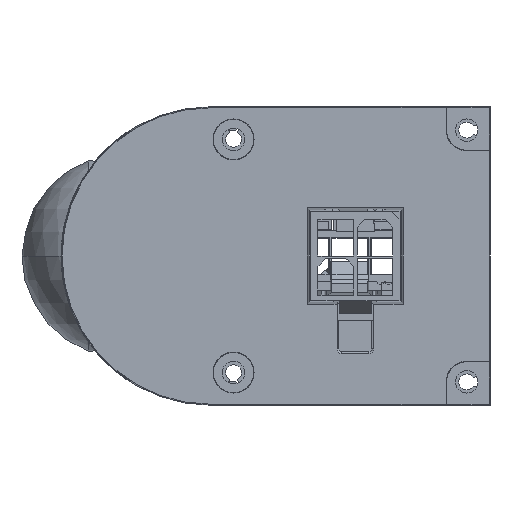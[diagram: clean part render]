
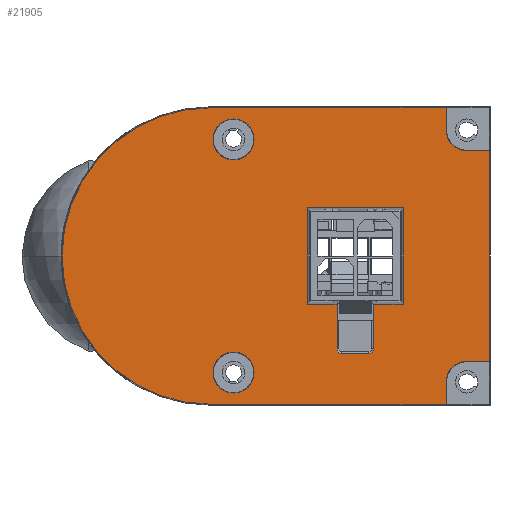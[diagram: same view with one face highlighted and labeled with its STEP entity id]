
A CAD part, left-side view. The second image highlights one B-rep face of the part: STEP entity #21905.
In plain terms, the highlighted face is planar.
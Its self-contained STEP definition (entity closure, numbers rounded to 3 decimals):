
#19360=CARTESIAN_POINT('',(12.5,-2.5,0.));
#19361=DIRECTION('',(0.,0.,1.));
#19362=DIRECTION('',(1.,0.,0.));
#19363=AXIS2_PLACEMENT_3D('',#19360,#19361,#19362);
#19365=CARTESIAN_POINT('',(12.5,-2.5,0.));
#19366=DIRECTION('',(0.,0.,1.));
#19367=DIRECTION('',(-1.,0.,0.));
#19368=AXIS2_PLACEMENT_3D('',#19365,#19366,#19367);
#19370=CARTESIAN_POINT('',(-12.5,-2.5,0.));
#19371=DIRECTION('',(0.,0.,1.));
#19372=DIRECTION('',(1.,0.,0.));
#19373=AXIS2_PLACEMENT_3D('',#19370,#19371,#19372);
#19375=CARTESIAN_POINT('',(-12.5,-2.5,0.));
#19376=DIRECTION('',(0.,0.,1.));
#19377=DIRECTION('',(-1.,0.,0.));
#19378=AXIS2_PLACEMENT_3D('',#19375,#19376,#19377);
#19380=DIRECTION('',(0.,1.,0.));
#19381=VECTOR('',#19380,3.2);
#19382=CARTESIAN_POINT('',(-5.15,-20.7,0.));
#19383=LINE('',#19382,#19381);
#19384=DIRECTION('',(-1.,0.,0.));
#19385=VECTOR('',#19384,10.3);
#19386=CARTESIAN_POINT('',(5.15,-20.7,0.));
#19387=LINE('',#19386,#19385);
#19388=DIRECTION('',(0.,-1.,0.));
#19389=VECTOR('',#19388,10.3);
#19390=CARTESIAN_POINT('',(5.15,-10.4,0.));
#19391=LINE('',#19390,#19389);
#19392=DIRECTION('',(1.,0.,0.));
#19393=VECTOR('',#19392,10.3);
#19394=CARTESIAN_POINT('',(-5.15,-10.4,0.));
#19395=LINE('',#19394,#19393);
#19396=DIRECTION('',(0.,1.,0.));
#19397=VECTOR('',#19396,3.2);
#19398=CARTESIAN_POINT('',(-5.15,-13.6,0.));
#19399=LINE('',#19398,#19397);
#19400=DIRECTION('',(-1.,0.,0.));
#19401=VECTOR('',#19400,4.8);
#19402=CARTESIAN_POINT('',(-5.15,-13.6,0.));
#19403=LINE('',#19402,#19401);
#19404=CARTESIAN_POINT('',(-9.95,-14.1,0.));
#19405=DIRECTION('',(0.,0.,1.));
#19406=DIRECTION('',(0.,1.,0.));
#19407=AXIS2_PLACEMENT_3D('',#19404,#19405,#19406);
#19409=DIRECTION('',(0.,-1.,0.));
#19410=VECTOR('',#19409,2.9);
#19411=CARTESIAN_POINT('',(-10.45,-14.1,0.));
#19412=LINE('',#19411,#19410);
#19413=CARTESIAN_POINT('',(-9.95,-17.,0.));
#19414=DIRECTION('',(0.,0.,1.));
#19415=DIRECTION('',(-1.,0.,0.));
#19416=AXIS2_PLACEMENT_3D('',#19413,#19414,#19415);
#19418=DIRECTION('',(1.,0.,0.));
#19419=VECTOR('',#19418,4.8);
#19420=CARTESIAN_POINT('',(-9.95,-17.5,0.));
#19421=LINE('',#19420,#19419);
#19422=CARTESIAN_POINT('',(0.,0.,0.));
#19423=DIRECTION('',(0.,0.,1.));
#19424=DIRECTION('',(1.,0.,0.));
#19425=AXIS2_PLACEMENT_3D('',#19422,#19423,#19424);
#19427=DIRECTION('',(0.,1.,0.));
#19428=VECTOR('',#19427,25.3);
#19429=CARTESIAN_POINT('',(15.895,-25.3,0.));
#19430=LINE('',#19429,#19428);
#19431=DIRECTION('',(-1.,0.,0.));
#19432=VECTOR('',#19431,2.395);
#19433=CARTESIAN_POINT('',(15.895,-25.3,0.));
#19434=LINE('',#19433,#19432);
#19435=CARTESIAN_POINT('',(13.5,-27.5,0.));
#19436=DIRECTION('',(0.,0.,1.));
#19437=DIRECTION('',(0.,1.,0.));
#19438=AXIS2_PLACEMENT_3D('',#19435,#19436,#19437);
#19440=DIRECTION('',(0.,1.,0.));
#19441=VECTOR('',#19440,2.395);
#19442=CARTESIAN_POINT('',(11.3,-29.895,0.));
#19443=LINE('',#19442,#19441);
#19444=DIRECTION('',(1.,0.,0.));
#19445=VECTOR('',#19444,22.6);
#19446=CARTESIAN_POINT('',(-11.3,-29.895,0.));
#19447=LINE('',#19446,#19445);
#19448=DIRECTION('',(0.,1.,0.));
#19449=VECTOR('',#19448,2.395);
#19450=CARTESIAN_POINT('',(-11.3,-29.895,0.));
#19451=LINE('',#19450,#19449);
#19452=CARTESIAN_POINT('',(-13.5,-27.5,0.));
#19453=DIRECTION('',(0.,0.,1.));
#19454=DIRECTION('',(1.,0.,0.));
#19455=AXIS2_PLACEMENT_3D('',#19452,#19453,#19454);
#19457=DIRECTION('',(1.,0.,0.));
#19458=VECTOR('',#19457,2.395);
#19459=CARTESIAN_POINT('',(-15.895,-25.3,0.));
#19460=LINE('',#19459,#19458);
#19461=DIRECTION('',(0.,1.,0.));
#19462=VECTOR('',#19461,25.3);
#19463=CARTESIAN_POINT('',(-15.895,-25.3,0.));
#19464=LINE('',#19463,#19462);
#21410=CARTESIAN_POINT('',(14.7,-2.5,0.));
#21411=CARTESIAN_POINT('',(10.3,-2.5,0.));
#21412=VERTEX_POINT('',#21410);
#21413=VERTEX_POINT('',#21411);
#21414=CARTESIAN_POINT('',(-10.3,-2.5,0.));
#21415=CARTESIAN_POINT('',(-14.7,-2.5,0.));
#21416=VERTEX_POINT('',#21414);
#21417=VERTEX_POINT('',#21415);
#21542=CARTESIAN_POINT('',(15.895,0.,0.));
#21544=VERTEX_POINT('',#21542);
#21546=CARTESIAN_POINT('',(-15.895,0.,0.));
#21548=VERTEX_POINT('',#21546);
#21553=CARTESIAN_POINT('',(-10.45,-14.1,0.));
#21554=CARTESIAN_POINT('',(-10.45,-17.,0.));
#21555=VERTEX_POINT('',#21553);
#21556=VERTEX_POINT('',#21554);
#21557=CARTESIAN_POINT('',(-9.95,-13.6,0.));
#21558=VERTEX_POINT('',#21557);
#21559=CARTESIAN_POINT('',(-9.95,-17.5,0.));
#21560=VERTEX_POINT('',#21559);
#21602=CARTESIAN_POINT('',(-5.15,-13.6,0.));
#21603=VERTEX_POINT('',#21602);
#21604=CARTESIAN_POINT('',(-5.15,-17.5,0.));
#21605=VERTEX_POINT('',#21604);
#21615=CARTESIAN_POINT('',(5.15,-20.7,0.));
#21617=VERTEX_POINT('',#21615);
#21619=CARTESIAN_POINT('',(-5.15,-20.7,0.));
#21621=VERTEX_POINT('',#21619);
#21622=CARTESIAN_POINT('',(5.15,-10.4,0.));
#21624=VERTEX_POINT('',#21622);
#21627=CARTESIAN_POINT('',(-5.15,-10.4,0.));
#21629=VERTEX_POINT('',#21627);
#21707=CARTESIAN_POINT('',(13.5,-25.3,0.));
#21708=CARTESIAN_POINT('',(11.3,-27.5,0.));
#21709=VERTEX_POINT('',#21707);
#21710=VERTEX_POINT('',#21708);
#21711=CARTESIAN_POINT('',(-11.3,-27.5,0.));
#21712=CARTESIAN_POINT('',(-13.5,-25.3,0.));
#21713=VERTEX_POINT('',#21711);
#21714=VERTEX_POINT('',#21712);
#21715=CARTESIAN_POINT('',(15.895,-25.3,0.));
#21716=VERTEX_POINT('',#21715);
#21717=CARTESIAN_POINT('',(11.3,-29.895,0.));
#21718=VERTEX_POINT('',#21717);
#21719=CARTESIAN_POINT('',(-11.3,-29.895,0.));
#21720=VERTEX_POINT('',#21719);
#21721=CARTESIAN_POINT('',(-15.895,-25.3,0.));
#21722=VERTEX_POINT('',#21721);
#21844=CARTESIAN_POINT('',(0.,0.,0.));
#21845=DIRECTION('',(0.,0.,1.));
#21846=DIRECTION('',(1.,0.,0.));
#21847=AXIS2_PLACEMENT_3D('',#21844,#21845,#21846);
#21848=PLANE('',#21847);
#21850=ORIENTED_EDGE('',*,*,#21849,.F.);
#21852=ORIENTED_EDGE('',*,*,#21851,.F.);
#21854=ORIENTED_EDGE('',*,*,#21853,.T.);
#21856=ORIENTED_EDGE('',*,*,#21855,.T.);
#21858=ORIENTED_EDGE('',*,*,#21857,.F.);
#21860=ORIENTED_EDGE('',*,*,#21859,.F.);
#21862=ORIENTED_EDGE('',*,*,#21861,.T.);
#21864=ORIENTED_EDGE('',*,*,#21863,.T.);
#21866=ORIENTED_EDGE('',*,*,#21865,.F.);
#21868=ORIENTED_EDGE('',*,*,#21867,.T.);
#21869=EDGE_LOOP('',(#21850,#21852,#21854,#21856,#21858,#21860,#21862,#21864,
#21866,#21868));
#21870=FACE_OUTER_BOUND('',#21869,.F.);
#21872=ORIENTED_EDGE('',*,*,#21871,.T.);
#21874=ORIENTED_EDGE('',*,*,#21873,.T.);
#21875=EDGE_LOOP('',(#21872,#21874));
#21876=FACE_BOUND('',#21875,.F.);
#21878=ORIENTED_EDGE('',*,*,#21877,.F.);
#21880=ORIENTED_EDGE('',*,*,#21879,.F.);
#21882=ORIENTED_EDGE('',*,*,#21881,.F.);
#21884=ORIENTED_EDGE('',*,*,#21883,.F.);
#21886=ORIENTED_EDGE('',*,*,#21885,.F.);
#21888=ORIENTED_EDGE('',*,*,#21887,.T.);
#21890=ORIENTED_EDGE('',*,*,#21889,.T.);
#21892=ORIENTED_EDGE('',*,*,#21891,.T.);
#21894=ORIENTED_EDGE('',*,*,#21893,.T.);
#21896=ORIENTED_EDGE('',*,*,#21895,.T.);
#21897=EDGE_LOOP('',(#21878,#21880,#21882,#21884,#21886,#21888,#21890,#21892,
#21894,#21896));
#21898=FACE_BOUND('',#21897,.F.);
#21900=ORIENTED_EDGE('',*,*,#21899,.T.);
#21902=ORIENTED_EDGE('',*,*,#21901,.T.);
#21903=EDGE_LOOP('',(#21900,#21902));
#21904=FACE_BOUND('',#21903,.F.);
#21905=ADVANCED_FACE('',(#21870,#21876,#21898,#21904),#21848,.T.);
#19364=CIRCLE('',#19363,2.2);
#19369=CIRCLE('',#19368,2.2);
#19374=CIRCLE('',#19373,2.2);
#19379=CIRCLE('',#19378,2.2);
#19408=CIRCLE('',#19407,0.5);
#19417=CIRCLE('',#19416,0.5);
#19426=CIRCLE('',#19425,15.895);
#19439=CIRCLE('',#19438,2.2);
#19456=CIRCLE('',#19455,2.2);
#21849=EDGE_CURVE('',#21544,#21548,#19426,.T.);
#21851=EDGE_CURVE('',#21716,#21544,#19430,.T.);
#21853=EDGE_CURVE('',#21716,#21709,#19434,.T.);
#21855=EDGE_CURVE('',#21709,#21710,#19439,.T.);
#21857=EDGE_CURVE('',#21718,#21710,#19443,.T.);
#21859=EDGE_CURVE('',#21720,#21718,#19447,.T.);
#21861=EDGE_CURVE('',#21720,#21713,#19451,.T.);
#21863=EDGE_CURVE('',#21713,#21714,#19456,.T.);
#21865=EDGE_CURVE('',#21722,#21714,#19460,.T.);
#21867=EDGE_CURVE('',#21722,#21548,#19464,.T.);
#21871=EDGE_CURVE('',#21416,#21417,#19374,.T.);
#21873=EDGE_CURVE('',#21417,#21416,#19379,.T.);
#21877=EDGE_CURVE('',#21621,#21605,#19383,.T.);
#21879=EDGE_CURVE('',#21617,#21621,#19387,.T.);
#21881=EDGE_CURVE('',#21624,#21617,#19391,.T.);
#21883=EDGE_CURVE('',#21629,#21624,#19395,.T.);
#21885=EDGE_CURVE('',#21603,#21629,#19399,.T.);
#21887=EDGE_CURVE('',#21603,#21558,#19403,.T.);
#21889=EDGE_CURVE('',#21558,#21555,#19408,.T.);
#21891=EDGE_CURVE('',#21555,#21556,#19412,.T.);
#21893=EDGE_CURVE('',#21556,#21560,#19417,.T.);
#21895=EDGE_CURVE('',#21560,#21605,#19421,.T.);
#21899=EDGE_CURVE('',#21412,#21413,#19364,.T.);
#21901=EDGE_CURVE('',#21413,#21412,#19369,.T.);
